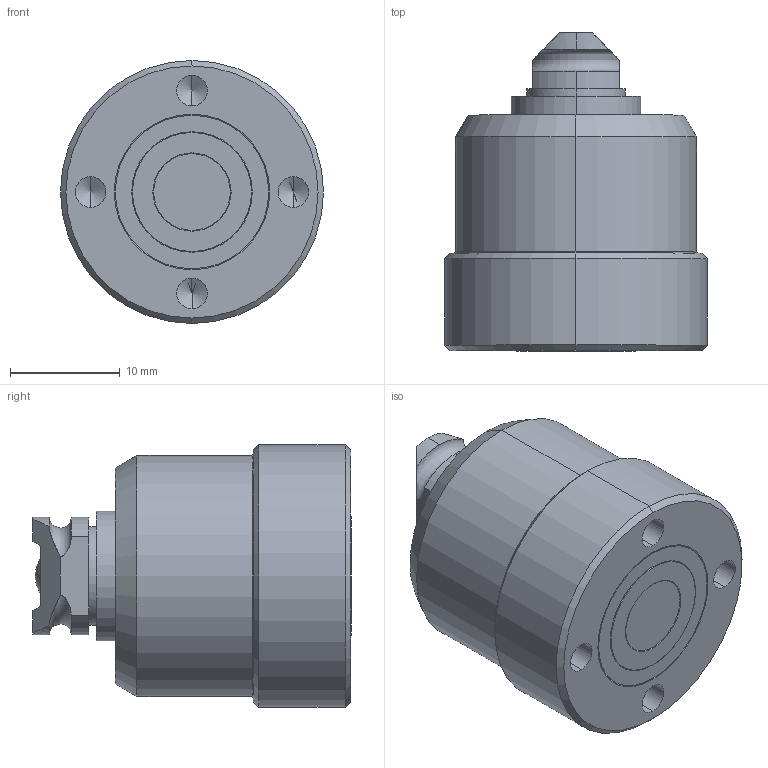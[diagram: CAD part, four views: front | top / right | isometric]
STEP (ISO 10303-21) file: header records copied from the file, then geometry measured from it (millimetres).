
FILE_DESCRIPTION((''),'2;1');
FILE_NAME('ILC56101500','2016-09-06T',('twa'),(''),'PRO/ENGINEER BY PARAMETRIC TECHNOLOGY CORPORATION, 2013320','PRO/ENGINEER BY PARAMETRIC TECHNOLOGY CORPORATION, 2013320','');
FILE_SCHEMA(('CONFIG_CONTROL_DESIGN'));
Length unit declared in the file: inch
Products named in the file (1): ILC56101500
Bounding box: 24 x 29.04 x 24 mm (x, y, z)
Surface area: 2786.1 mm2 (no closed solid volume)
Topology: 0 solids, 1 shells, 72 faces, 191 edges, 119 vertices
Faces by surface type: cylinder 29, plane 19, cone 18, torus 4, sphere 2
Entity records: 2337 total; most frequent: CARTESIAN_POINT 570, DIRECTION 375, ORIENTED_EDGE 334, EDGE_CURVE 181, AXIS2_PLACEMENT_3D 158, VERTEX_POINT 119, CIRCLE 86, EDGE_LOOP 84
